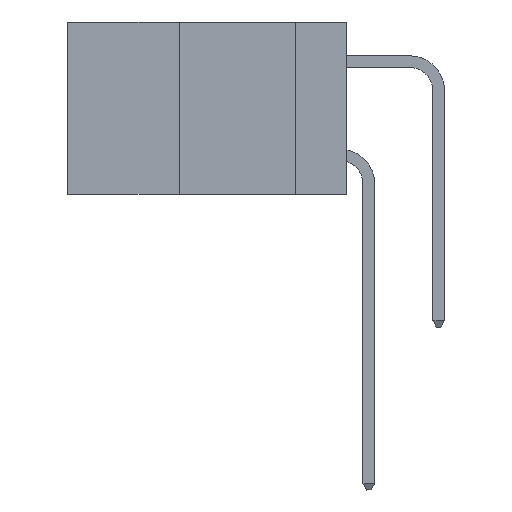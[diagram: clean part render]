
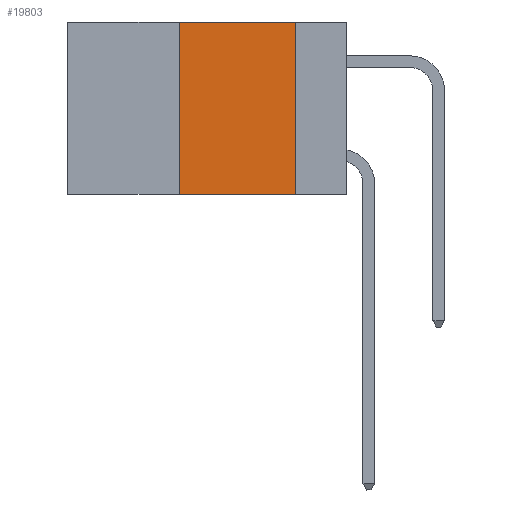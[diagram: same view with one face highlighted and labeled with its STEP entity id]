
A CAD part, left-side view. The second image highlights one B-rep face of the part: STEP entity #19803.
In plain terms, the highlighted planar face has unit normal (-1, 0, 0).
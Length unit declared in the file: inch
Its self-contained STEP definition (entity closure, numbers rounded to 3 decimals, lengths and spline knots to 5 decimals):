
#876 = DIRECTION ( 'NONE',  ( 0., -1., 0. ) ) ;
#1402 = CARTESIAN_POINT ( 'NONE',  ( 0., 0.11, -0.37 ) ) ;
#1466 = ORIENTED_EDGE ( 'NONE', *, *, #13943, .F. ) ;
#3830 = LINE ( 'NONE', #5560, #21234 ) ;
#4431 = PLANE ( 'NONE',  #4658 ) ;
#4658 = AXIS2_PLACEMENT_3D ( 'NONE', #6718, #7099, #25014 ) ;
#4915 = CARTESIAN_POINT ( 'NONE',  ( 0., 0.36, -0.37 ) ) ;
#5560 = CARTESIAN_POINT ( 'NONE',  ( 0., 0.6, 0. ) ) ;
#6718 = CARTESIAN_POINT ( 'NONE',  ( 0., 0.6, 0. ) ) ;
#7099 = DIRECTION ( 'NONE',  ( 1., 0., 0. ) ) ;
#7102 = CARTESIAN_POINT ( 'NONE',  ( 0., 0.36, 0. ) ) ;
#9746 = LINE ( 'NONE', #21066, #27565 ) ;
#10835 = EDGE_CURVE ( 'NONE', #23898, #21324, #3830, .T. ) ;
#11132 = VECTOR ( 'NONE', #25406, 39.37008 ) ;
#12281 = CARTESIAN_POINT ( 'NONE',  ( 0., 0.11, 0. ) ) ;
#13507 = CARTESIAN_POINT ( 'NONE',  ( 0., 0.6, -0.37 ) ) ;
#13943 = EDGE_CURVE ( 'NONE', #20030, #23898, #17148, .T. ) ;
#14665 = VERTEX_POINT ( 'NONE', #1402 ) ;
#15295 = ORIENTED_EDGE ( 'NONE', *, *, #10835, .F. ) ;
#15889 = ORIENTED_EDGE ( 'NONE', *, *, #18857, .F. ) ;
#15981 = FACE_OUTER_BOUND ( 'NONE', #16352, .T. ) ;
#16352 = EDGE_LOOP ( 'NONE', ( #15889, #15295, #1466, #27948 ) ) ;
#17148 = LINE ( 'NONE', #7102, #11132 ) ;
#18669 = VECTOR ( 'NONE', #27214, 39.37008 ) ;
#18857 = EDGE_CURVE ( 'NONE', #21324, #14665, #9746, .T. ) ;
#18862 = DIRECTION ( 'NONE',  ( 0., 0., -1. ) ) ;
#19803 = ADVANCED_FACE ( 'NONE', ( #15981 ), #4431, .F. ) ;
#20030 = VERTEX_POINT ( 'NONE', #4915 ) ;
#21066 = CARTESIAN_POINT ( 'NONE',  ( 0., 0.11, 0. ) ) ;
#21234 = VECTOR ( 'NONE', #876, 39.37008 ) ;
#21324 = VERTEX_POINT ( 'NONE', #12281 ) ;
#23898 = VERTEX_POINT ( 'NONE', #26065 ) ;
#24773 = LINE ( 'NONE', #13507, #18669 ) ;
#25014 = DIRECTION ( 'NONE',  ( 0., 0., -1. ) ) ;
#25406 = DIRECTION ( 'NONE',  ( 0., 0., 1. ) ) ;
#25684 = EDGE_CURVE ( 'NONE', #20030, #14665, #24773, .T. ) ;
#26065 = CARTESIAN_POINT ( 'NONE',  ( 0., 0.36, 0. ) ) ;
#27214 = DIRECTION ( 'NONE',  ( 0., -1., 0. ) ) ;
#27565 = VECTOR ( 'NONE', #18862, 39.37008 ) ;
#27948 = ORIENTED_EDGE ( 'NONE', *, *, #25684, .T. ) ;
